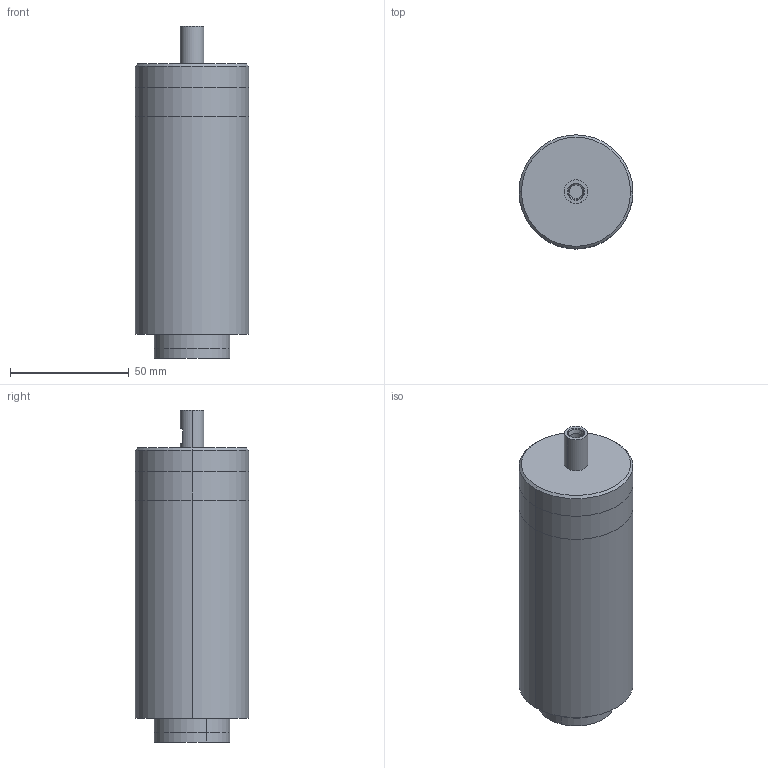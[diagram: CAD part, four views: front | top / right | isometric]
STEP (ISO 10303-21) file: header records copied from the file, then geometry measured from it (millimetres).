
FILE_DESCRIPTION (( 'STEP AP214' ), '1' );
FILE_NAME ('GDZ11軞蚾.STEP', '2021-04-28T09:34:07', ( '萇齟' ), ( '' ), 'SwSTEP 2.0', 'SolidWorks 2018', '' );
FILE_SCHEMA (( 'AUTOMOTIVE_DESIGN' ));
Length unit declared in the file: millimetre
Products named in the file (7): GDZ11綴裔; GDZ11儂褲; GDZ11綴粣創釱; GDZ11軞蚾; GDZ11粣創釱; GDZ11滅鳥欶; GDZ11粣芛
Assembly tree (6 placements, depth 2):
  GDZ11軞蚾
    GDZ11儂褲
    GDZ11滅鳥欶
    GDZ11綴裔
    GDZ11綴粣創釱
    GDZ11粣創釱
    GDZ11粣芛
Bounding box: 48 x 48 x 140 mm (x, y, z)
Volume: 215044.8 mm3; surface area: 33081.2 mm2
Topology: 6 solids, 6 shells, 38 faces, 66 edges, 42 vertices
Faces by surface type: cylinder 16, plane 16, cone 6
Entity records: 1212 total; most frequent: DIRECTION 200, CARTESIAN_POINT 155, ORIENTED_EDGE 132, AXIS2_PLACEMENT_3D 87, EDGE_CURVE 66, VERTEX_POINT 42, EDGE_LOOP 42, CIRCLE 40
